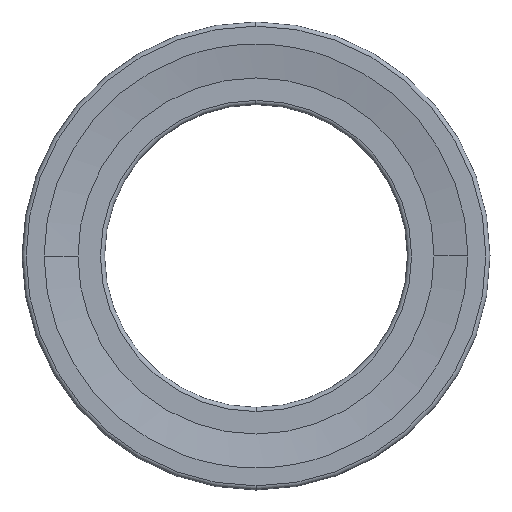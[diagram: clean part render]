
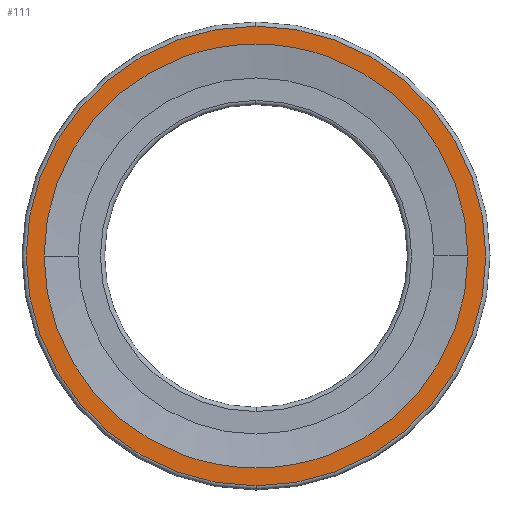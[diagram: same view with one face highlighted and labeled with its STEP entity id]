
A CAD part, left-side view. The second image highlights one B-rep face of the part: STEP entity #111.
In plain terms, the highlighted planar face has unit normal (-1, 0, 0).
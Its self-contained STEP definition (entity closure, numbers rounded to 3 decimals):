
#111=ADVANCED_FACE('',(#215,#216),#217,.T.);
#215=FACE_OUTER_BOUND('',#336,.T.);
#216=FACE_BOUND('',#337,.T.);
#217=PLANE('',#338);
#336=EDGE_LOOP('',(#708,#709,#710));
#337=EDGE_LOOP('',(#711,#712,#713));
#338=AXIS2_PLACEMENT_3D('',#714,#715,#716);
#708=ORIENTED_EDGE('',*,*,#938,.F.);
#709=ORIENTED_EDGE('',*,*,#937,.F.);
#710=ORIENTED_EDGE('',*,*,#965,.F.);
#711=ORIENTED_EDGE('',*,*,#969,.T.);
#712=ORIENTED_EDGE('',*,*,#920,.T.);
#713=ORIENTED_EDGE('',*,*,#970,.T.);
#714=CARTESIAN_POINT('',(0.0,160.474,0.0));
#715=DIRECTION('',(-1.0,0.,0.0));
#716=DIRECTION('',(0.,-1.0,0.0));
#920=EDGE_CURVE('',#1118,#1115,#1119,.T.);
#937=EDGE_CURVE('',#1149,#1152,#1153,.T.);
#938=EDGE_CURVE('',#1152,#1154,#1155,.T.);
#965=EDGE_CURVE('',#1154,#1149,#1192,.T.);
#969=EDGE_CURVE('',#1197,#1118,#1198,.T.);
#970=EDGE_CURVE('',#1115,#1197,#1199,.T.);
#1115=VERTEX_POINT('',#1388);
#1118=VERTEX_POINT('',#1391);
#1119=CIRCLE('',#1392,153.947);
#1149=VERTEX_POINT('',#1424);
#1152=VERTEX_POINT('',#1427);
#1153=CIRCLE('',#1428,167.0);
#1154=VERTEX_POINT('',#1429);
#1155=CIRCLE('',#1430,167.0);
#1192=CIRCLE('',#1543,167.0);
#1197=VERTEX_POINT('',#1548);
#1198=CIRCLE('',#1549,153.947);
#1199=CIRCLE('',#1550,153.947);
#1388=CARTESIAN_POINT('',(0.,0.,-153.947));
#1391=CARTESIAN_POINT('',(0.,0.,153.947));
#1392=AXIS2_PLACEMENT_3D('',#1792,#1793,#1794);
#1424=CARTESIAN_POINT('',(0.0,0.,-167.0));
#1427=CARTESIAN_POINT('',(0.0,167.0,0.0));
#1428=AXIS2_PLACEMENT_3D('',#1839,#1840,#1841);
#1429=CARTESIAN_POINT('',(0.0,0.,167.0));
#1430=AXIS2_PLACEMENT_3D('',#1842,#1843,#1844);
#1543=AXIS2_PLACEMENT_3D('',#1896,#1897,#1898);
#1548=CARTESIAN_POINT('',(0.,153.947,0.0));
#1549=AXIS2_PLACEMENT_3D('',#1908,#1909,#1910);
#1550=AXIS2_PLACEMENT_3D('',#1911,#1912,#1913);
#1792=CARTESIAN_POINT('',(0.,0.0,0.0));
#1793=DIRECTION('',(1.0,0.0,0.0));
#1794=DIRECTION('',(0.0,1.0,0.0));
#1839=CARTESIAN_POINT('',(0.0,0.0,0.0));
#1840=DIRECTION('',(1.0,0.0,0.0));
#1841=DIRECTION('',(0.0,1.0,0.0));
#1842=CARTESIAN_POINT('',(0.0,0.0,0.0));
#1843=DIRECTION('',(1.0,0.0,0.0));
#1844=DIRECTION('',(0.0,1.0,0.0));
#1896=CARTESIAN_POINT('',(0.0,0.0,0.0));
#1897=DIRECTION('',(1.0,0.0,0.0));
#1898=DIRECTION('',(0.0,1.0,0.0));
#1908=CARTESIAN_POINT('',(0.,0.0,0.0));
#1909=DIRECTION('',(1.0,0.0,0.0));
#1910=DIRECTION('',(0.0,1.0,0.0));
#1911=CARTESIAN_POINT('',(0.,0.0,0.0));
#1912=DIRECTION('',(1.0,0.0,0.0));
#1913=DIRECTION('',(0.0,1.0,0.0));
